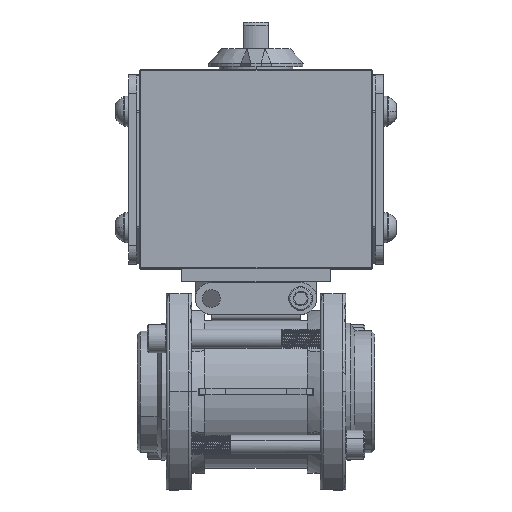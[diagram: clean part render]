
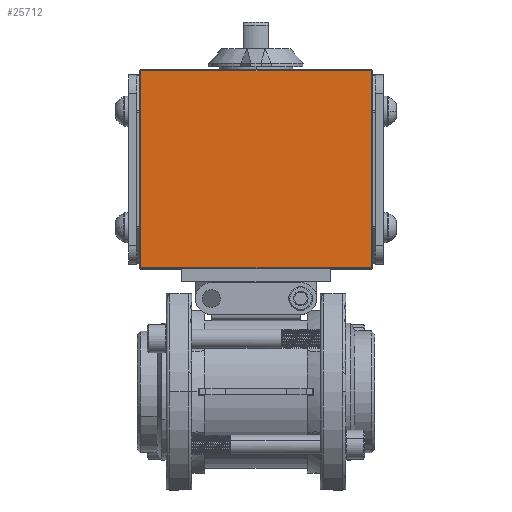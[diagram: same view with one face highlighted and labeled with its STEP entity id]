
A CAD part, top view. The second image highlights one B-rep face of the part: STEP entity #25712.
In plain terms, the highlighted planar face has unit normal (0, 0, 1).
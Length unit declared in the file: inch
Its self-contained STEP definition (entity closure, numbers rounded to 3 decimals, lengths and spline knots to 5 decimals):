
#1157 = VECTOR ( 'NONE', #46928, 39.37008 ) ;
#6038 = DIRECTION ( 'NONE',  ( 1., 0., 0. ) ) ;
#7899 = CARTESIAN_POINT ( 'NONE',  ( -2.273, 6.283, 1.55 ) ) ;
#15000 = CARTESIAN_POINT ( 'NONE',  ( 2.253, 6.303, 1.55 ) ) ;
#15896 = DIRECTION ( 'NONE',  ( -1., 0., 0. ) ) ;
#22436 = VERTEX_POINT ( 'NONE', #37414 ) ;
#25712 = ADVANCED_FACE ( 'NONE', ( #83939 ), #96600, .F. ) ;
#28252 = CARTESIAN_POINT ( 'NONE',  ( -2.253, 2.423, 1.55 ) ) ;
#32837 = DIRECTION ( 'NONE',  ( 0., -1., 0. ) ) ;
#33790 = VECTOR ( 'NONE', #15896, 39.37008 ) ;
#34470 = VECTOR ( 'NONE', #78459, 39.37008 ) ;
#36267 = LINE ( 'NONE', #15000, #1157 ) ;
#37005 = LINE ( 'NONE', #70416, #34470 ) ;
#37414 = CARTESIAN_POINT ( 'NONE',  ( -2.253, 6.283, 1.55 ) ) ;
#41482 = VERTEX_POINT ( 'NONE', #28252 ) ;
#42602 = VERTEX_POINT ( 'NONE', #99806 ) ;
#44830 = EDGE_LOOP ( 'NONE', ( #57438, #93065, #69713, #52371 ) ) ;
#46928 = DIRECTION ( 'NONE',  ( 0., 1., 0. ) ) ;
#52371 = ORIENTED_EDGE ( 'NONE', *, *, #100607, .T. ) ;
#54064 = LINE ( 'NONE', #101954, #94167 ) ;
#56668 = CARTESIAN_POINT ( 'NONE',  ( -2.273, 6.303, 1.55 ) ) ;
#57438 = ORIENTED_EDGE ( 'NONE', *, *, #83473, .T. ) ;
#69713 = ORIENTED_EDGE ( 'NONE', *, *, #74136, .T. ) ;
#70416 = CARTESIAN_POINT ( 'NONE',  ( -2.253, 2.403, 1.55 ) ) ;
#74136 = EDGE_CURVE ( 'NONE', #22436, #41482, #37005, .T. ) ;
#78459 = DIRECTION ( 'NONE',  ( 0., -1., 0. ) ) ;
#80934 = DIRECTION ( 'NONE',  ( 0., 0., -1. ) ) ;
#83473 = EDGE_CURVE ( 'NONE', #42602, #92438, #36267, .T. ) ;
#83939 = FACE_OUTER_BOUND ( 'NONE', #44830, .T. ) ;
#85478 = AXIS2_PLACEMENT_3D ( 'NONE', #56668, #80934, #32837 ) ;
#87970 = CARTESIAN_POINT ( 'NONE',  ( 2.253, 6.283, 1.55 ) ) ;
#92438 = VERTEX_POINT ( 'NONE', #87970 ) ;
#93065 = ORIENTED_EDGE ( 'NONE', *, *, #99225, .T. ) ;
#94167 = VECTOR ( 'NONE', #6038, 39.37008 ) ;
#96600 = PLANE ( 'NONE',  #85478 ) ;
#99225 = EDGE_CURVE ( 'NONE', #92438, #22436, #100243, .T. ) ;
#99806 = CARTESIAN_POINT ( 'NONE',  ( 2.253, 2.423, 1.55 ) ) ;
#100243 = LINE ( 'NONE', #7899, #33790 ) ;
#100607 = EDGE_CURVE ( 'NONE', #41482, #42602, #54064, .T. ) ;
#101954 = CARTESIAN_POINT ( 'NONE',  ( -2.273, 2.423, 1.55 ) ) ;
